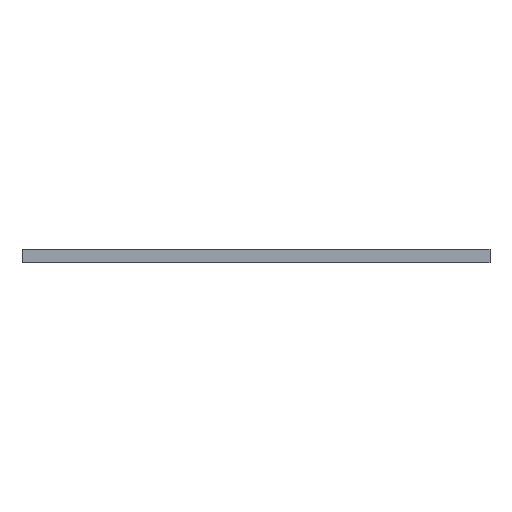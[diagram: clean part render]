
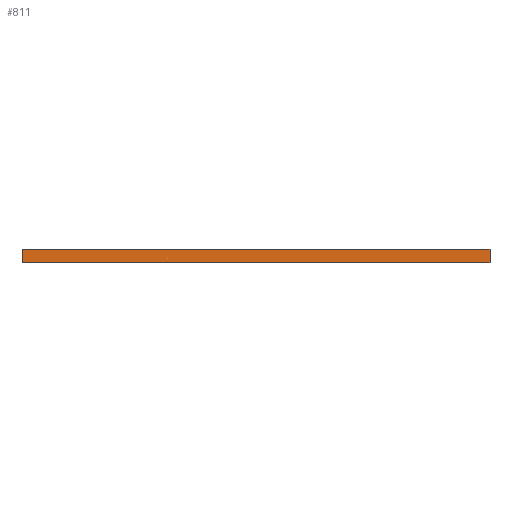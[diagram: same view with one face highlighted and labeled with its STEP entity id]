
A CAD part, front view. The second image highlights one B-rep face of the part: STEP entity #811.
In plain terms, the highlighted planar face has unit normal (0, -1, 0).
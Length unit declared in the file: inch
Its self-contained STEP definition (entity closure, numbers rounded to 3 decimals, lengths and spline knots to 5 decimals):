
#30 = AXIS2_PLACEMENT_3D ( 'NONE', #144, #544, #421 ) ;
#47 = DIRECTION ( 'NONE',  ( 0., 0., -1. ) ) ;
#59 = EDGE_CURVE ( 'NONE', #283, #275, #630, .T. ) ;
#76 = LINE ( 'NONE', #332, #218 ) ;
#87 = EDGE_LOOP ( 'NONE', ( #640, #96, #407, #768 ) ) ;
#96 = ORIENTED_EDGE ( 'NONE', *, *, #574, .F. ) ;
#144 = CARTESIAN_POINT ( 'NONE',  ( -1.3937, -2.52953, 0.07874 ) ) ;
#160 = EDGE_CURVE ( 'NONE', #275, #876, #167, .T. ) ;
#167 = LINE ( 'NONE', #463, #476 ) ;
#218 = VECTOR ( 'NONE', #342, 39.37008 ) ;
#275 = VERTEX_POINT ( 'NONE', #831 ) ;
#283 = VERTEX_POINT ( 'NONE', #405 ) ;
#332 = CARTESIAN_POINT ( 'NONE',  ( -1.3937, -2.52953, 0.07874 ) ) ;
#342 = DIRECTION ( 'NONE',  ( 1., 0., 0. ) ) ;
#383 = CARTESIAN_POINT ( 'NONE',  ( 1.3937, -2.52953, 0.07874 ) ) ;
#405 = CARTESIAN_POINT ( 'NONE',  ( -1.3937, -2.52953, 0.07874 ) ) ;
#407 = ORIENTED_EDGE ( 'NONE', *, *, #858, .F. ) ;
#408 = VECTOR ( 'NONE', #697, 39.37008 ) ;
#415 = CARTESIAN_POINT ( 'NONE',  ( -1.3937, -2.52953, 0.07874 ) ) ;
#421 = DIRECTION ( 'NONE',  ( 0., 0., 1. ) ) ;
#446 = VERTEX_POINT ( 'NONE', #587 ) ;
#463 = CARTESIAN_POINT ( 'NONE',  ( -1.3937, -2.52953, 0. ) ) ;
#476 = VECTOR ( 'NONE', #594, 39.37008 ) ;
#531 = LINE ( 'NONE', #383, #631 ) ;
#544 = DIRECTION ( 'NONE',  ( 0., 1., 0. ) ) ;
#549 = CARTESIAN_POINT ( 'NONE',  ( 1.3937, -2.52953, 0. ) ) ;
#574 = EDGE_CURVE ( 'NONE', #446, #876, #531, .T. ) ;
#587 = CARTESIAN_POINT ( 'NONE',  ( 1.3937, -2.52953, 0.07874 ) ) ;
#594 = DIRECTION ( 'NONE',  ( 1., 0., 0. ) ) ;
#616 = PLANE ( 'NONE',  #30 ) ;
#630 = LINE ( 'NONE', #415, #408 ) ;
#631 = VECTOR ( 'NONE', #47, 39.37008 ) ;
#640 = ORIENTED_EDGE ( 'NONE', *, *, #160, .T. ) ;
#697 = DIRECTION ( 'NONE',  ( 0., 0., -1. ) ) ;
#768 = ORIENTED_EDGE ( 'NONE', *, *, #59, .T. ) ;
#811 = ADVANCED_FACE ( 'NONE', ( #883 ), #616, .F. ) ;
#831 = CARTESIAN_POINT ( 'NONE',  ( -1.3937, -2.52953, 0. ) ) ;
#858 = EDGE_CURVE ( 'NONE', #283, #446, #76, .T. ) ;
#876 = VERTEX_POINT ( 'NONE', #549 ) ;
#883 = FACE_OUTER_BOUND ( 'NONE', #87, .T. ) ;
